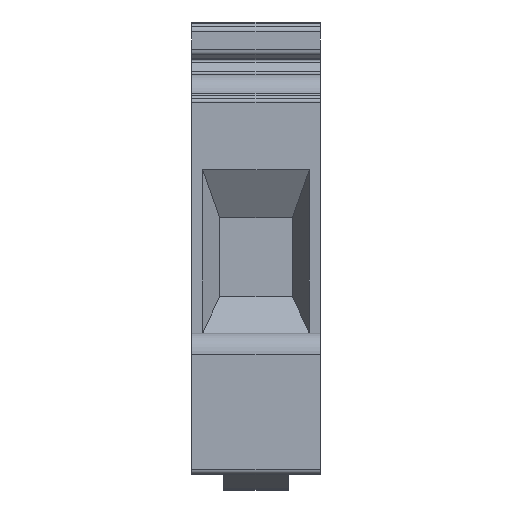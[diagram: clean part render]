
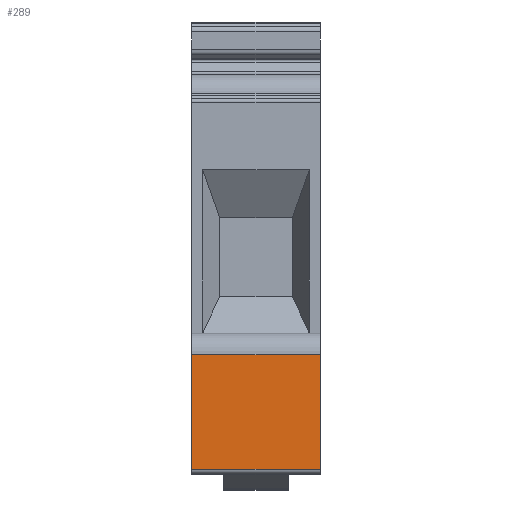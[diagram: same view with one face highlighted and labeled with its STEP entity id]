
A CAD part, left-side view. The second image highlights one B-rep face of the part: STEP entity #289.
In plain terms, the highlighted planar face has unit normal (-1, 0, 0).
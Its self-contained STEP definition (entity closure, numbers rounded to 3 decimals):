
#289 = ADVANCED_FACE( '', ( #690 ), #691, .T. );
#690 = FACE_OUTER_BOUND( '', #1203, .T. );
#691 = PLANE( '', #1204 );
#1203 = EDGE_LOOP( '', ( #2075, #2076, #2077, #2078 ) );
#1204 = AXIS2_PLACEMENT_3D( '', #2079, #2080, #2081 );
#2075 = ORIENTED_EDGE( '', *, *, #3394, .F. );
#2076 = ORIENTED_EDGE( '', *, *, #3488, .F. );
#2077 = ORIENTED_EDGE( '', *, *, #3489, .T. );
#2078 = ORIENTED_EDGE( '', *, *, #3490, .T. );
#2079 = CARTESIAN_POINT( '', ( -27.75, 12., -16.962 ) );
#2080 = DIRECTION( '', ( -1., 0., 0. ) );
#2081 = DIRECTION( '', ( 0., 0., 1. ) );
#3394 = EDGE_CURVE( '', #4202, #4204, #4205, .T. );
#3488 = EDGE_CURVE( '', #4352, #4202, #4353, .T. );
#3489 = EDGE_CURVE( '', #4352, #4354, #4355, .T. );
#3490 = EDGE_CURVE( '', #4354, #4204, #4356, .T. );
#4202 = VERTEX_POINT( '', #5286 );
#4204 = VERTEX_POINT( '', #5288 );
#4205 = LINE( '', #5289, #5290 );
#4352 = VERTEX_POINT( '', #5497 );
#4353 = LINE( '', #5498, #5499 );
#4354 = VERTEX_POINT( '', #5500 );
#4355 = LINE( '', #5501, #5502 );
#4356 = LINE( '', #5503, #5504 );
#5286 = CARTESIAN_POINT( '', ( -27.75, 0., -7.262 ) );
#5288 = CARTESIAN_POINT( '', ( -27.75, 0., -17.962 ) );
#5289 = CARTESIAN_POINT( '', ( -27.75, 0., -16.962 ) );
#5290 = VECTOR( '', #6368, 1000. );
#5497 = CARTESIAN_POINT( '', ( -27.75, 12., -7.262 ) );
#5498 = CARTESIAN_POINT( '', ( -27.75, 12., -7.262 ) );
#5499 = VECTOR( '', #6468, 1000. );
#5500 = CARTESIAN_POINT( '', ( -27.75, 12., -17.962 ) );
#5501 = CARTESIAN_POINT( '', ( -27.75, 12., -7.262 ) );
#5502 = VECTOR( '', #6469, 1000. );
#5503 = CARTESIAN_POINT( '', ( -27.75, 12., -17.962 ) );
#5504 = VECTOR( '', #6470, 1000. );
#6368 = DIRECTION( '', ( 0., 0., -1. ) );
#6468 = DIRECTION( '', ( 0., -1., 0. ) );
#6469 = DIRECTION( '', ( 0., 0., -1. ) );
#6470 = DIRECTION( '', ( 0., -1., 0. ) );
